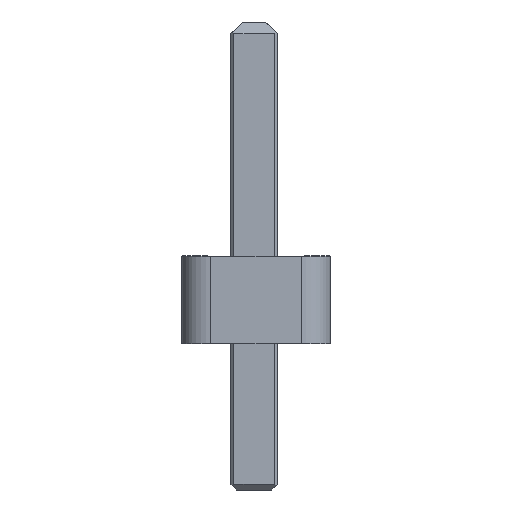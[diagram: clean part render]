
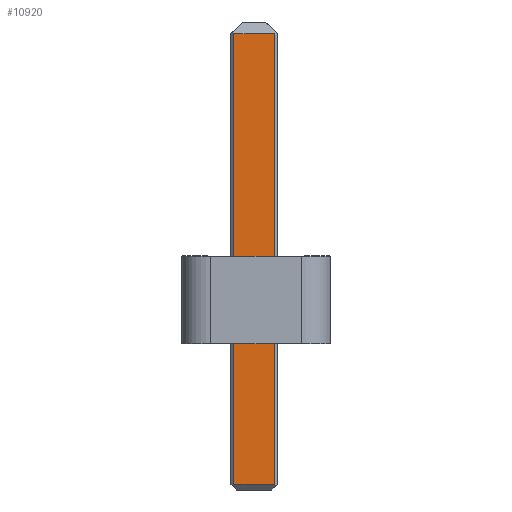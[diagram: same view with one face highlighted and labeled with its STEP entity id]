
A CAD part, left-side view. The second image highlights one B-rep face of the part: STEP entity #10920.
In plain terms, the highlighted planar face has unit normal (-1, 0, 0).
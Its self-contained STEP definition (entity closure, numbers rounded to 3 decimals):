
#912=FACE_OUTER_BOUND('',#1524,.T.);
#1524=EDGE_LOOP('',(#9785,#9786,#9787,#9788));
#2850=LINE('',#17587,#4218);
#2878=LINE('',#17642,#4246);
#2884=LINE('',#17655,#4252);
#2890=LINE('',#17666,#4258);
#4218=VECTOR('',#14481,10.);
#4246=VECTOR('',#14523,10.);
#4252=VECTOR('',#14535,10.);
#4258=VECTOR('',#14545,10.);
#5242=VERTEX_POINT('',#17584);
#5243=VERTEX_POINT('',#17586);
#5263=VERTEX_POINT('',#17640);
#5267=VERTEX_POINT('',#17654);
#6738=EDGE_CURVE('',#5242,#5243,#2850,.T.);
#6766=EDGE_CURVE('',#5263,#5242,#2878,.T.);
#6772=EDGE_CURVE('',#5243,#5267,#2884,.T.);
#6778=EDGE_CURVE('',#5267,#5263,#2890,.T.);
#9785=ORIENTED_EDGE('',*,*,#6738,.F.);
#9786=ORIENTED_EDGE('',*,*,#6766,.F.);
#9787=ORIENTED_EDGE('',*,*,#6778,.F.);
#9788=ORIENTED_EDGE('',*,*,#6772,.F.);
#10326=PLANE('',#11708);
#10920=ADVANCED_FACE('',(#912),#10326,.T.);
#11708=AXIS2_PLACEMENT_3D('',#17670,#14548,#14549);
#14481=DIRECTION('',(0.,1.,0.));
#14523=DIRECTION('',(0.,0.,-1.));
#14535=DIRECTION('',(0.,0.,1.));
#14545=DIRECTION('',(0.,-1.,0.));
#14548=DIRECTION('center_axis',(-1.,0.,0.));
#14549=DIRECTION('ref_axis',(0.,0.,1.));
#17584=CARTESIAN_POINT('',(-21.96,-0.32,-2.4));
#17586=CARTESIAN_POINT('',(-21.96,0.38,-2.4));
#17587=CARTESIAN_POINT('',(-21.96,-0.32,-2.4));
#17640=CARTESIAN_POINT('',(-21.96,-0.32,5.3));
#17642=CARTESIAN_POINT('',(-21.96,-0.32,5.3));
#17654=CARTESIAN_POINT('',(-21.96,0.38,5.3));
#17655=CARTESIAN_POINT('',(-21.96,0.38,-2.4));
#17666=CARTESIAN_POINT('',(-21.96,0.38,5.3));
#17670=CARTESIAN_POINT('Origin',(-21.96,0.03,-2.41));
